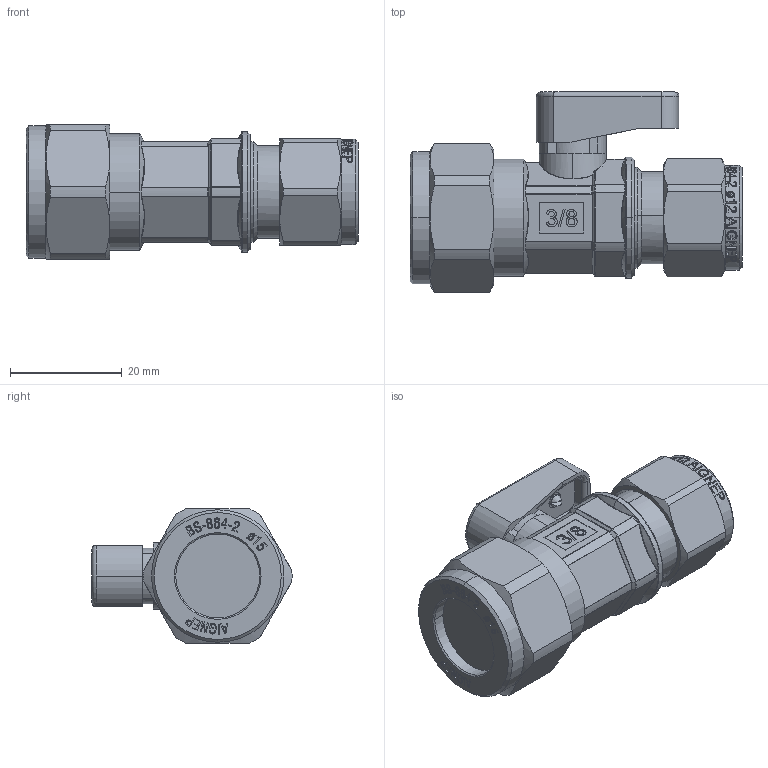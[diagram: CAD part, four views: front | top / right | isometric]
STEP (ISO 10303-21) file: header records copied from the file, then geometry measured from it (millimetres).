
FILE_DESCRIPTION (( 'STEP AP214' ), '1' );
FILE_NAME ('0645000011.step', '2012-10-02T16:34:24', ( '' ), ( '' ), 'SwSTEP 2.0', 'SolidWorks 2012', '' );
FILE_SCHEMA (( 'AUTOMOTIVE_DESIGN' ));
Length unit declared in the file: millimetre
Products named in the file (1): 0645000011
Bounding box: 59.39 x 35.8 x 24 mm (x, y, z)
Volume: 21685.3 mm3; surface area: 7113.1 mm2
Topology: 8 solids, 18 shells, 1294 faces, 3281 edges, 2078 vertices
Faces by surface type: plane 501, bspline 498, cylinder 167, cone 53, torus 53, sphere 22
Entity records: 64853 total; most frequent: CARTESIAN_POINT 37443, ORIENTED_EDGE 6510, DIRECTION 4173, EDGE_CURVE 3255, VERTEX_POINT 2078, LINE 1447, VECTOR 1447, EDGE_LOOP 1389
